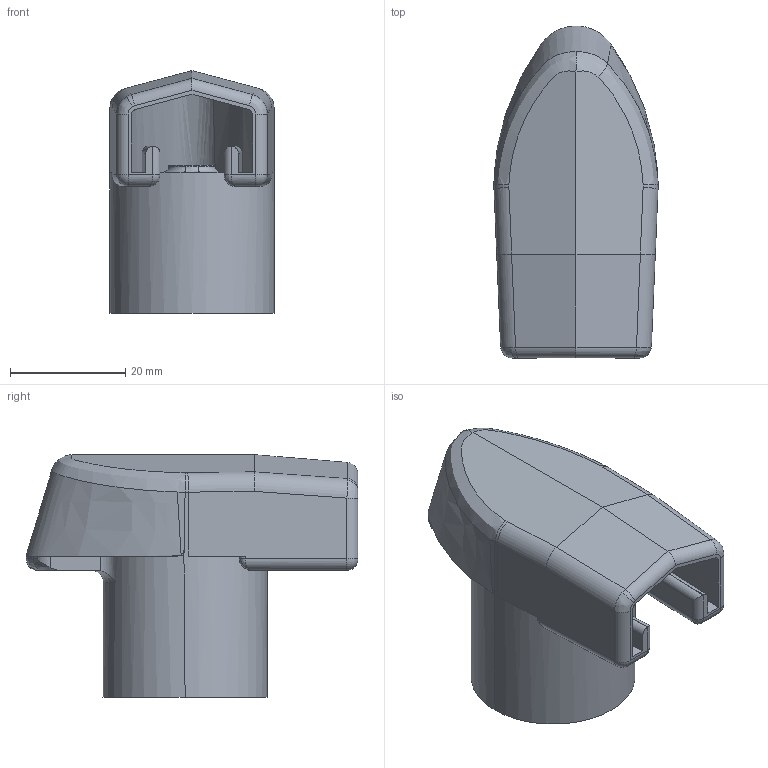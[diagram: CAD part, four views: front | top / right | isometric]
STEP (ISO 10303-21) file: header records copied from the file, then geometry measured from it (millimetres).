
FILE_DESCRIPTION (( 'STEP AP203' ), '1' );
FILE_NAME ('sone3D.STEP', '2014-10-30T05:30:18', ( '' ), ( '' ), 'SwSTEP 2.0', 'SolidWorks 2012', '' );
FILE_SCHEMA (( 'CONFIG_CONTROL_DESIGN' ));
Length unit declared in the file: millimetre
Products named in the file (1): sone3D
Bounding box: 28.5 x 57.61 x 42.09 mm (x, y, z)
Volume: 13231.1 mm3; surface area: 11233.6 mm2
Topology: 1 solids, 1 shells, 149 faces, 401 edges, 246 vertices
Faces by surface type: cylinder 48, bspline 44, plane 35, torus 20, sphere 2
Entity records: 8870 total; most frequent: CARTESIAN_POINT 5500, ORIENTED_EDGE 794, DIRECTION 571, EDGE_CURVE 397, VERTEX_POINT 246, AXIS2_PLACEMENT_3D 222, EDGE_LOOP 151, FACE_OUTER_BOUND 149
